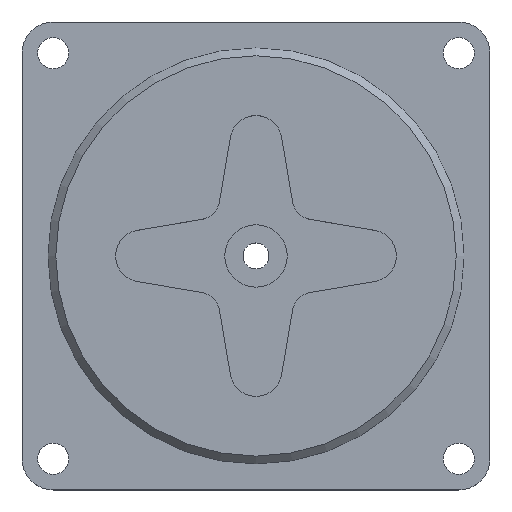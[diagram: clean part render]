
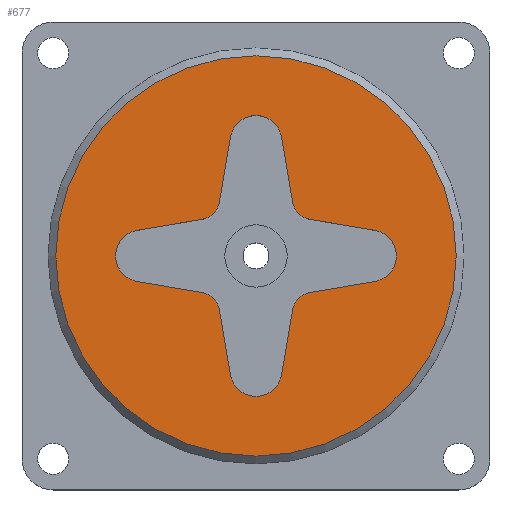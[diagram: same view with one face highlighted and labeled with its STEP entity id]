
A CAD part, top view. The second image highlights one B-rep face of the part: STEP entity #677.
In plain terms, the highlighted planar face has unit normal (0, 0, 1).
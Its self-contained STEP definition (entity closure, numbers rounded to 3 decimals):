
#18=FACE_BOUND('',#112,.T.);
#39=PLANE('',#759);
#72=FACE_OUTER_BOUND('',#111,.T.);
#111=EDGE_LOOP('',(#557));
#112=EDGE_LOOP('',(#558,#559,#560,#561,#562,#563,#564,#565,#566,#567,#568,
#569,#570,#571,#572,#573));
#139=LINE('',#1029,#195);
#144=LINE('',#1043,#200);
#148=LINE('',#1055,#204);
#152=LINE('',#1067,#208);
#156=LINE('',#1079,#212);
#160=LINE('',#1091,#216);
#164=LINE('',#1103,#220);
#168=LINE('',#1115,#224);
#195=VECTOR('',#826,10.);
#200=VECTOR('',#839,10.);
#204=VECTOR('',#851,10.);
#208=VECTOR('',#863,10.);
#212=VECTOR('',#875,10.);
#216=VECTOR('',#887,10.);
#220=VECTOR('',#899,10.);
#224=VECTOR('',#911,10.);
#257=CIRCLE('',#723,2.);
#259=CIRCLE('',#727,2.5);
#261=CIRCLE('',#731,2.);
#263=CIRCLE('',#735,2.5);
#265=CIRCLE('',#739,2.);
#267=CIRCLE('',#743,2.5);
#269=CIRCLE('',#747,2.);
#271=CIRCLE('',#751,2.5);
#273=CIRCLE('',#755,19.25);
#296=VERTEX_POINT('',#1027);
#297=VERTEX_POINT('',#1028);
#300=VERTEX_POINT('',#1036);
#302=VERTEX_POINT('',#1042);
#304=VERTEX_POINT('',#1048);
#306=VERTEX_POINT('',#1054);
#308=VERTEX_POINT('',#1060);
#310=VERTEX_POINT('',#1066);
#312=VERTEX_POINT('',#1072);
#314=VERTEX_POINT('',#1078);
#316=VERTEX_POINT('',#1084);
#318=VERTEX_POINT('',#1090);
#320=VERTEX_POINT('',#1096);
#322=VERTEX_POINT('',#1102);
#324=VERTEX_POINT('',#1108);
#326=VERTEX_POINT('',#1114);
#328=VERTEX_POINT('',#1124);
#365=EDGE_CURVE('',#296,#297,#139,.T.);
#369=EDGE_CURVE('',#300,#296,#257,.T.);
#372=EDGE_CURVE('',#302,#300,#144,.T.);
#375=EDGE_CURVE('',#304,#302,#259,.T.);
#378=EDGE_CURVE('',#306,#304,#148,.T.);
#381=EDGE_CURVE('',#308,#306,#261,.T.);
#384=EDGE_CURVE('',#310,#308,#152,.T.);
#387=EDGE_CURVE('',#312,#310,#263,.T.);
#390=EDGE_CURVE('',#314,#312,#156,.T.);
#393=EDGE_CURVE('',#316,#314,#265,.T.);
#396=EDGE_CURVE('',#318,#316,#160,.T.);
#399=EDGE_CURVE('',#320,#318,#267,.T.);
#402=EDGE_CURVE('',#322,#320,#164,.T.);
#405=EDGE_CURVE('',#324,#322,#269,.T.);
#408=EDGE_CURVE('',#326,#324,#168,.T.);
#411=EDGE_CURVE('',#297,#326,#271,.T.);
#413=EDGE_CURVE('',#328,#328,#273,.T.);
#557=ORIENTED_EDGE('',*,*,#413,.F.);
#558=ORIENTED_EDGE('',*,*,#365,.T.);
#559=ORIENTED_EDGE('',*,*,#411,.T.);
#560=ORIENTED_EDGE('',*,*,#408,.T.);
#561=ORIENTED_EDGE('',*,*,#405,.T.);
#562=ORIENTED_EDGE('',*,*,#402,.T.);
#563=ORIENTED_EDGE('',*,*,#399,.T.);
#564=ORIENTED_EDGE('',*,*,#396,.T.);
#565=ORIENTED_EDGE('',*,*,#393,.T.);
#566=ORIENTED_EDGE('',*,*,#390,.T.);
#567=ORIENTED_EDGE('',*,*,#387,.T.);
#568=ORIENTED_EDGE('',*,*,#384,.T.);
#569=ORIENTED_EDGE('',*,*,#381,.T.);
#570=ORIENTED_EDGE('',*,*,#378,.T.);
#571=ORIENTED_EDGE('',*,*,#375,.T.);
#572=ORIENTED_EDGE('',*,*,#372,.T.);
#573=ORIENTED_EDGE('',*,*,#369,.T.);
#677=ADVANCED_FACE('',(#72,#18),#39,.T.);
#723=AXIS2_PLACEMENT_3D('',#1037,#832,#833);
#727=AXIS2_PLACEMENT_3D('',#1049,#844,#845);
#731=AXIS2_PLACEMENT_3D('',#1061,#856,#857);
#735=AXIS2_PLACEMENT_3D('',#1073,#868,#869);
#739=AXIS2_PLACEMENT_3D('',#1085,#880,#881);
#743=AXIS2_PLACEMENT_3D('',#1097,#892,#893);
#747=AXIS2_PLACEMENT_3D('',#1109,#904,#905);
#751=AXIS2_PLACEMENT_3D('',#1120,#916,#917);
#755=AXIS2_PLACEMENT_3D('',#1125,#924,#925);
#759=AXIS2_PLACEMENT_3D('',#1133,#934,#935);
#826=DIRECTION('',(0.168,0.986,0.));
#832=DIRECTION('center_axis',(0.,0.,1.));
#833=DIRECTION('ref_axis',(0.168,-0.986,0.));
#839=DIRECTION('',(0.986,0.168,0.));
#844=DIRECTION('center_axis',(0.,0.,-1.));
#845=DIRECTION('ref_axis',(-0.168,0.986,0.));
#851=DIRECTION('',(-0.986,0.168,0.));
#856=DIRECTION('center_axis',(0.,0.,1.));
#857=DIRECTION('ref_axis',(0.986,0.168,0.));
#863=DIRECTION('',(-0.168,0.986,0.));
#868=DIRECTION('center_axis',(0.,0.,-1.));
#869=DIRECTION('ref_axis',(-0.986,-0.168,0.));
#875=DIRECTION('',(-0.168,-0.986,0.));
#880=DIRECTION('center_axis',(0.,0.,1.));
#881=DIRECTION('ref_axis',(-0.168,0.986,0.));
#887=DIRECTION('',(-0.986,-0.168,0.));
#892=DIRECTION('center_axis',(0.,0.,-1.));
#893=DIRECTION('ref_axis',(0.168,-0.986,0.));
#899=DIRECTION('',(0.986,-0.168,0.));
#904=DIRECTION('center_axis',(0.,0.,1.));
#905=DIRECTION('ref_axis',(-0.986,-0.168,0.));
#911=DIRECTION('',(0.168,-0.986,0.));
#916=DIRECTION('center_axis',(0.,0.,-1.));
#917=DIRECTION('ref_axis',(0.986,0.168,0.));
#924=DIRECTION('center_axis',(0.,0.,-1.));
#925=DIRECTION('ref_axis',(-1.,0.,0.));
#934=DIRECTION('center_axis',(0.,0.,1.));
#935=DIRECTION('ref_axis',(-1.,0.,0.));
#1027=CARTESIAN_POINT('',(-3.528,5.165,5.));
#1028=CARTESIAN_POINT('',(-2.465,11.419,5.));
#1029=CARTESIAN_POINT('',(-3.906,2.947,5.));
#1036=CARTESIAN_POINT('',(-5.165,3.528,5.));
#1037=CARTESIAN_POINT('Origin',(-5.5,5.5,5.));
#1042=CARTESIAN_POINT('',(-11.419,2.465,5.));
#1043=CARTESIAN_POINT('',(-6.074,3.374,5.));
#1048=CARTESIAN_POINT('',(-11.419,-2.465,5.));
#1049=CARTESIAN_POINT('Origin',(-11.,0.,
5.));
#1054=CARTESIAN_POINT('',(-5.165,-3.528,5.));
#1055=CARTESIAN_POINT('',(-2.947,-3.906,5.));
#1060=CARTESIAN_POINT('',(-3.528,-5.165,5.));
#1061=CARTESIAN_POINT('Origin',(-5.5,-5.5,5.));
#1066=CARTESIAN_POINT('',(-2.465,-11.419,5.));
#1067=CARTESIAN_POINT('',(-3.374,-6.074,5.));
#1072=CARTESIAN_POINT('',(2.465,-11.419,5.));
#1073=CARTESIAN_POINT('Origin',(0.,-11.,
5.));
#1078=CARTESIAN_POINT('',(3.528,-5.165,5.));
#1079=CARTESIAN_POINT('',(3.906,-2.947,5.));
#1084=CARTESIAN_POINT('',(5.165,-3.528,5.));
#1085=CARTESIAN_POINT('Origin',(5.5,-5.5,5.));
#1090=CARTESIAN_POINT('',(11.419,-2.465,5.));
#1091=CARTESIAN_POINT('',(6.074,-3.374,5.));
#1096=CARTESIAN_POINT('',(11.419,2.465,5.));
#1097=CARTESIAN_POINT('Origin',(11.,0.,5.));
#1102=CARTESIAN_POINT('',(5.165,3.528,5.));
#1103=CARTESIAN_POINT('',(2.947,3.906,5.));
#1108=CARTESIAN_POINT('',(3.528,5.165,5.));
#1109=CARTESIAN_POINT('Origin',(5.5,5.5,5.));
#1114=CARTESIAN_POINT('',(2.465,11.419,5.));
#1115=CARTESIAN_POINT('',(3.374,6.074,5.));
#1120=CARTESIAN_POINT('Origin',(0.,11.,5.));
#1124=CARTESIAN_POINT('',(19.25,0.,5.));
#1125=CARTESIAN_POINT('Origin',(0.,0.,5.));
#1133=CARTESIAN_POINT('Origin',(0.,0.,5.));
